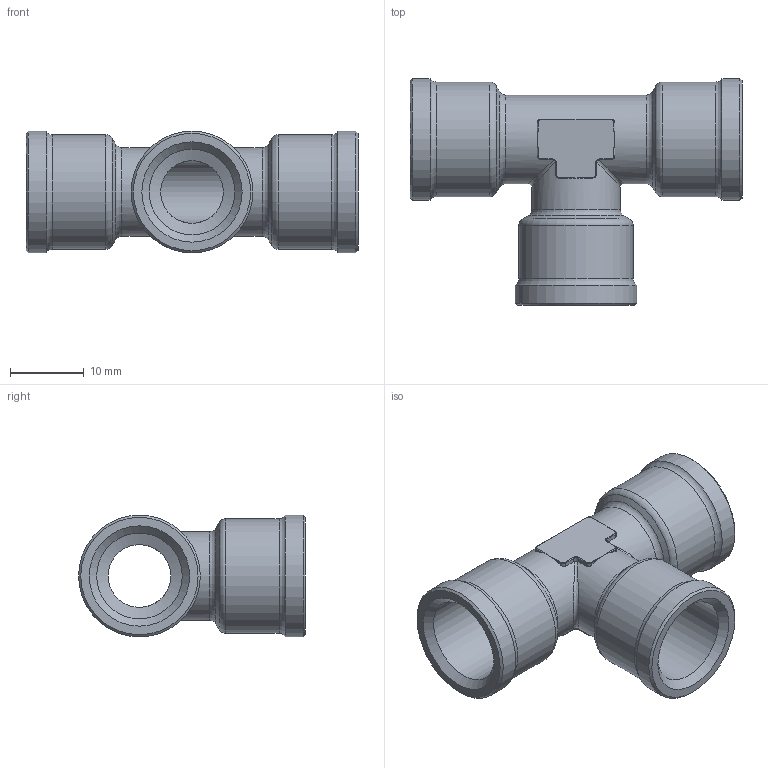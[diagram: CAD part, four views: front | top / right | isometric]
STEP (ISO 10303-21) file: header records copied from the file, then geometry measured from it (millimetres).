
FILE_DESCRIPTION(( 'RAL.23.14.14.stp' ), '1');
FILE_NAME( 'RAL.23.14.14.stp', '2021-02-22T10:31:51',( 'Sopra'),('sopra-pneumatic.com'), 'SwSTEP 2.0','SolidWorks 2009','' );
FILE_SCHEMA( ( 'CONFIG_CONTROL_DESIGN' ) );
Length unit declared in the file: millimetre
Products named in the file (1): <00C-0038-LF>-<Raccordo1>
Bounding box: 45 x 30.75 x 16.5 mm (x, y, z)
Volume: 4656.8 mm3; surface area: 5154 mm2
Topology: 1 solids, 1 shells, 129 faces, 318 edges, 178 vertices
Faces by surface type: cylinder 51, plane 27, torus 25, bspline 14, cone 12
Full cylindrical faces by diameter (mm): 8.5 x2, 11.6 x3, 12 x2, 15.5 x3, 16.5 x3
Entity records: 4021 total; most frequent: CARTESIAN_POINT 1239, DIRECTION 590, ORIENTED_EDGE 528, EDGE_CURVE 264, AXIS2_PLACEMENT_3D 252, VERTEX_POINT 172, EDGE_LOOP 168, FACE_OUTER_BOUND 151
